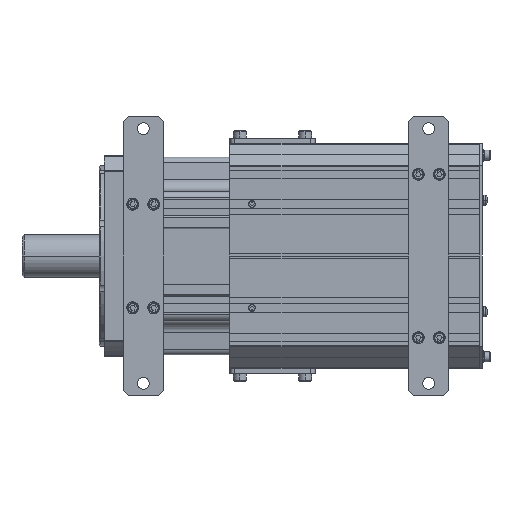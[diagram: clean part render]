
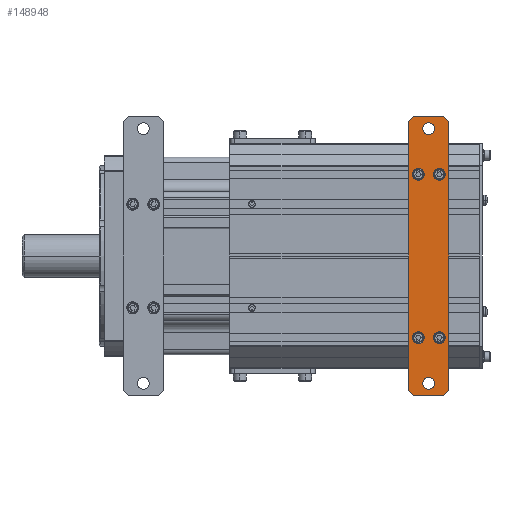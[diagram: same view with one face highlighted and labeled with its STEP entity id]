
A CAD part, front view. The second image highlights one B-rep face of the part: STEP entity #148948.
In plain terms, the highlighted planar face has unit normal (0, -1, 0).
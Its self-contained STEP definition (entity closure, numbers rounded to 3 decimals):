
#148503=CARTESIAN_POINT('',(406.,-124.,127.));
#148504=DIRECTION('',(0.,1.,0.));
#148505=DIRECTION('',(1.,0.,0.));
#148506=AXIS2_PLACEMENT_3D('',#148503,#148504,#148505);
#148508=CARTESIAN_POINT('',(406.,-124.,127.));
#148509=DIRECTION('',(0.,1.,0.));
#148510=DIRECTION('',(-1.,0.,0.));
#148511=AXIS2_PLACEMENT_3D('',#148508,#148509,#148510);
#148513=CARTESIAN_POINT('',(406.,-124.,-127.));
#148514=DIRECTION('',(0.,-1.,0.));
#148515=DIRECTION('',(1.,0.,0.));
#148516=AXIS2_PLACEMENT_3D('',#148513,#148514,#148515);
#148518=CARTESIAN_POINT('',(406.,-124.,-127.));
#148519=DIRECTION('',(0.,-1.,0.));
#148520=DIRECTION('',(-1.,0.,0.));
#148521=AXIS2_PLACEMENT_3D('',#148518,#148519,#148520);
#148523=CARTESIAN_POINT('',(416.5,-124.,81.5));
#148524=DIRECTION('',(0.,-1.,0.));
#148525=DIRECTION('',(1.,0.,0.));
#148526=AXIS2_PLACEMENT_3D('',#148523,#148524,#148525);
#148528=CARTESIAN_POINT('',(416.5,-124.,81.5));
#148529=DIRECTION('',(0.,-1.,0.));
#148530=DIRECTION('',(-1.,0.,0.));
#148531=AXIS2_PLACEMENT_3D('',#148528,#148529,#148530);
#148533=CARTESIAN_POINT('',(416.5,-124.,-81.5));
#148534=DIRECTION('',(0.,-1.,0.));
#148535=DIRECTION('',(1.,0.,0.));
#148536=AXIS2_PLACEMENT_3D('',#148533,#148534,#148535);
#148538=CARTESIAN_POINT('',(416.5,-124.,-81.5));
#148539=DIRECTION('',(0.,-1.,0.));
#148540=DIRECTION('',(-1.,0.,0.));
#148541=AXIS2_PLACEMENT_3D('',#148538,#148539,#148540);
#148543=CARTESIAN_POINT('',(395.5,-124.,81.5));
#148544=DIRECTION('',(0.,-1.,0.));
#148545=DIRECTION('',(1.,0.,0.));
#148546=AXIS2_PLACEMENT_3D('',#148543,#148544,#148545);
#148548=CARTESIAN_POINT('',(395.5,-124.,81.5));
#148549=DIRECTION('',(0.,-1.,0.));
#148550=DIRECTION('',(-1.,0.,0.));
#148551=AXIS2_PLACEMENT_3D('',#148548,#148549,#148550);
#148553=CARTESIAN_POINT('',(395.5,-124.,-81.5));
#148554=DIRECTION('',(0.,-1.,0.));
#148555=DIRECTION('',(1.,0.,0.));
#148556=AXIS2_PLACEMENT_3D('',#148553,#148554,#148555);
#148558=CARTESIAN_POINT('',(395.5,-124.,-81.5));
#148559=DIRECTION('',(0.,-1.,0.));
#148560=DIRECTION('',(-1.,0.,0.));
#148561=AXIS2_PLACEMENT_3D('',#148558,#148559,#148560);
#148563=DIRECTION('',(0.707,0.,-0.707));
#148564=VECTOR('',#148563,7.071);
#148565=CARTESIAN_POINT('',(386.,-124.,-134.));
#148566=LINE('',#148565,#148564);
#148567=DIRECTION('',(0.,0.,-1.));
#148568=VECTOR('',#148567,268.);
#148569=CARTESIAN_POINT('',(386.,-124.,134.));
#148570=LINE('',#148569,#148568);
#148571=DIRECTION('',(-0.707,0.,-0.707));
#148572=VECTOR('',#148571,7.071);
#148573=CARTESIAN_POINT('',(391.,-124.,139.));
#148574=LINE('',#148573,#148572);
#148575=DIRECTION('',(-1.,0.,0.));
#148576=VECTOR('',#148575,30.);
#148577=CARTESIAN_POINT('',(421.,-124.,139.));
#148578=LINE('',#148577,#148576);
#148579=DIRECTION('',(-0.707,0.,0.707));
#148580=VECTOR('',#148579,7.071);
#148581=CARTESIAN_POINT('',(426.,-124.,134.));
#148582=LINE('',#148581,#148580);
#148583=DIRECTION('',(0.,0.,1.));
#148584=VECTOR('',#148583,268.);
#148585=CARTESIAN_POINT('',(426.,-124.,-134.));
#148586=LINE('',#148585,#148584);
#148587=DIRECTION('',(0.707,0.,0.707));
#148588=VECTOR('',#148587,7.071);
#148589=CARTESIAN_POINT('',(421.,-124.,-139.));
#148590=LINE('',#148589,#148588);
#148591=DIRECTION('',(1.,0.,0.));
#148592=VECTOR('',#148591,30.);
#148593=CARTESIAN_POINT('',(391.,-124.,-139.));
#148594=LINE('',#148593,#148592);
#148711=CARTESIAN_POINT('',(412.,-124.,127.));
#148712=CARTESIAN_POINT('',(400.,-124.,127.));
#148713=VERTEX_POINT('',#148711);
#148714=VERTEX_POINT('',#148712);
#148715=CARTESIAN_POINT('',(412.,-124.,-127.));
#148717=VERTEX_POINT('',#148715);
#148719=CARTESIAN_POINT('',(400.,-124.,-127.));
#148721=VERTEX_POINT('',#148719);
#148731=CARTESIAN_POINT('',(422.5,-124.,81.5));
#148732=CARTESIAN_POINT('',(410.5,-124.,81.5));
#148733=VERTEX_POINT('',#148731);
#148734=VERTEX_POINT('',#148732);
#148739=CARTESIAN_POINT('',(386.,-124.,-134.));
#148740=VERTEX_POINT('',#148739);
#148741=CARTESIAN_POINT('',(391.,-124.,-139.));
#148742=VERTEX_POINT('',#148741);
#148747=CARTESIAN_POINT('',(421.,-124.,-139.));
#148748=VERTEX_POINT('',#148747);
#148749=CARTESIAN_POINT('',(426.,-124.,-134.));
#148750=VERTEX_POINT('',#148749);
#148755=CARTESIAN_POINT('',(426.,-124.,134.));
#148756=VERTEX_POINT('',#148755);
#148757=CARTESIAN_POINT('',(421.,-124.,139.));
#148758=VERTEX_POINT('',#148757);
#148763=CARTESIAN_POINT('',(391.,-124.,139.));
#148764=VERTEX_POINT('',#148763);
#148765=CARTESIAN_POINT('',(386.,-124.,134.));
#148766=VERTEX_POINT('',#148765);
#148775=CARTESIAN_POINT('',(422.5,-124.,-81.5));
#148776=CARTESIAN_POINT('',(410.5,-124.,-81.5));
#148777=VERTEX_POINT('',#148775);
#148778=VERTEX_POINT('',#148776);
#148787=CARTESIAN_POINT('',(401.5,-124.,81.5));
#148788=CARTESIAN_POINT('',(389.5,-124.,81.5));
#148789=VERTEX_POINT('',#148787);
#148790=VERTEX_POINT('',#148788);
#148799=CARTESIAN_POINT('',(401.5,-124.,-81.5));
#148800=CARTESIAN_POINT('',(389.5,-124.,-81.5));
#148801=VERTEX_POINT('',#148799);
#148802=VERTEX_POINT('',#148800);
#148891=CARTESIAN_POINT('',(406.,-124.,0.));
#148892=DIRECTION('',(0.,-1.,0.));
#148893=DIRECTION('',(1.,0.,0.));
#148894=AXIS2_PLACEMENT_3D('',#148891,#148892,#148893);
#148895=PLANE('',#148894);
#148897=ORIENTED_EDGE('',*,*,#148896,.F.);
#148899=ORIENTED_EDGE('',*,*,#148898,.F.);
#148901=ORIENTED_EDGE('',*,*,#148900,.F.);
#148903=ORIENTED_EDGE('',*,*,#148902,.F.);
#148905=ORIENTED_EDGE('',*,*,#148904,.F.);
#148907=ORIENTED_EDGE('',*,*,#148906,.F.);
#148909=ORIENTED_EDGE('',*,*,#148908,.F.);
#148911=ORIENTED_EDGE('',*,*,#148910,.F.);
#148912=EDGE_LOOP('',(#148897,#148899,#148901,#148903,#148905,#148907,#148909,
#148911));
#148913=FACE_OUTER_BOUND('',#148912,.F.);
#148914=ORIENTED_EDGE('',*,*,#148871,.F.);
#148915=ORIENTED_EDGE('',*,*,#148885,.F.);
#148916=EDGE_LOOP('',(#148914,#148915));
#148917=FACE_BOUND('',#148916,.F.);
#148919=ORIENTED_EDGE('',*,*,#148918,.T.);
#148921=ORIENTED_EDGE('',*,*,#148920,.T.);
#148922=EDGE_LOOP('',(#148919,#148921));
#148923=FACE_BOUND('',#148922,.F.);
#148925=ORIENTED_EDGE('',*,*,#148924,.T.);
#148927=ORIENTED_EDGE('',*,*,#148926,.T.);
#148928=EDGE_LOOP('',(#148925,#148927));
#148929=FACE_BOUND('',#148928,.F.);
#148931=ORIENTED_EDGE('',*,*,#148930,.T.);
#148933=ORIENTED_EDGE('',*,*,#148932,.T.);
#148934=EDGE_LOOP('',(#148931,#148933));
#148935=FACE_BOUND('',#148934,.F.);
#148937=ORIENTED_EDGE('',*,*,#148936,.T.);
#148939=ORIENTED_EDGE('',*,*,#148938,.T.);
#148940=EDGE_LOOP('',(#148937,#148939));
#148941=FACE_BOUND('',#148940,.F.);
#148943=ORIENTED_EDGE('',*,*,#148942,.T.);
#148945=ORIENTED_EDGE('',*,*,#148944,.T.);
#148946=EDGE_LOOP('',(#148943,#148945));
#148947=FACE_BOUND('',#148946,.F.);
#148948=ADVANCED_FACE('',(#148913,#148917,#148923,#148929,#148935,#148941,
#148947),#148895,.T.);
#148507=CIRCLE('',#148506,6.);
#148512=CIRCLE('',#148511,6.);
#148517=CIRCLE('',#148516,6.);
#148522=CIRCLE('',#148521,6.);
#148527=CIRCLE('',#148526,6.);
#148532=CIRCLE('',#148531,6.);
#148537=CIRCLE('',#148536,6.);
#148542=CIRCLE('',#148541,6.);
#148547=CIRCLE('',#148546,6.);
#148552=CIRCLE('',#148551,6.);
#148557=CIRCLE('',#148556,6.);
#148562=CIRCLE('',#148561,6.);
#148871=EDGE_CURVE('',#148713,#148714,#148507,.T.);
#148885=EDGE_CURVE('',#148714,#148713,#148512,.T.);
#148896=EDGE_CURVE('',#148740,#148742,#148566,.T.);
#148898=EDGE_CURVE('',#148766,#148740,#148570,.T.);
#148900=EDGE_CURVE('',#148764,#148766,#148574,.T.);
#148902=EDGE_CURVE('',#148758,#148764,#148578,.T.);
#148904=EDGE_CURVE('',#148756,#148758,#148582,.T.);
#148906=EDGE_CURVE('',#148750,#148756,#148586,.T.);
#148908=EDGE_CURVE('',#148748,#148750,#148590,.T.);
#148910=EDGE_CURVE('',#148742,#148748,#148594,.T.);
#148918=EDGE_CURVE('',#148717,#148721,#148517,.T.);
#148920=EDGE_CURVE('',#148721,#148717,#148522,.T.);
#148924=EDGE_CURVE('',#148733,#148734,#148527,.T.);
#148926=EDGE_CURVE('',#148734,#148733,#148532,.T.);
#148930=EDGE_CURVE('',#148777,#148778,#148537,.T.);
#148932=EDGE_CURVE('',#148778,#148777,#148542,.T.);
#148936=EDGE_CURVE('',#148789,#148790,#148547,.T.);
#148938=EDGE_CURVE('',#148790,#148789,#148552,.T.);
#148942=EDGE_CURVE('',#148801,#148802,#148557,.T.);
#148944=EDGE_CURVE('',#148802,#148801,#148562,.T.);
